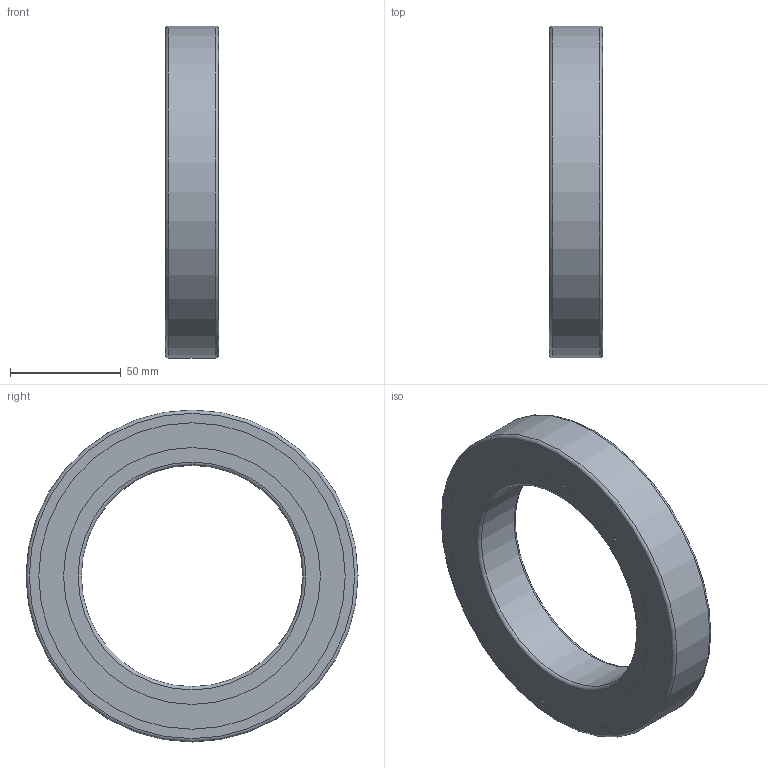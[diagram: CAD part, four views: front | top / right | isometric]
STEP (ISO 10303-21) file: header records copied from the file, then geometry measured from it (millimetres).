
FILE_DESCRIPTION(/* description */ ('STEP AP214'),/* implementation_level */ '2;1');
FILE_NAME(/* name */ '6020ZZ',/* time_stamp */ '2025-10-28T11:29:42+01:00',/* author */ ('License CC BY-ND 4.0'),/* organization */ ('CADENAS'),/* preprocessor_version */ 'ST-DEVELOPER v19.3',/* originating_system */ 'PARTsolutions',/* authorisation */ ' ');
FILE_SCHEMA (('AUTOMOTIVE_DESIGN {1 0 10303 214 3 1 1}'));
Length unit declared in the file: millimetre
Products named in the file (5): 6020ZZ; 6020ZZ Inner Ring; 6020ZZ Outer Ring; 6020ZZst; 6020ZZ Ball
Assembly tree (19 placements, depth 2):
  6020ZZ
    6020ZZ Inner Ring
    6020ZZ Outer Ring
    6020ZZst  x2
    6020ZZ Ball  x15
Bounding box: 24 x 150 x 150 mm (x, y, z)
Volume: 160701.1 mm3; surface area: 80282.9 mm2
Topology: 19 solids, 19 shells, 43 faces, 92 edges, 59 vertices
Faces by surface type: sphere 15, cylinder 12, plane 10, torus 6
Full cylindrical faces by diameter (mm): 100 x1, 116 x4, 134 x2, 138.445 x4, 150 x1
Entity records: 758 total; most frequent: DIRECTION 138, CARTESIAN_POINT 94, AXIS2_PLACEMENT_3D 69, FACE_BOUND 49, ORIENTED_EDGE 48, EDGE_LOOP 48, VERTEX_POINT 25, ADVANCED_FACE 25
